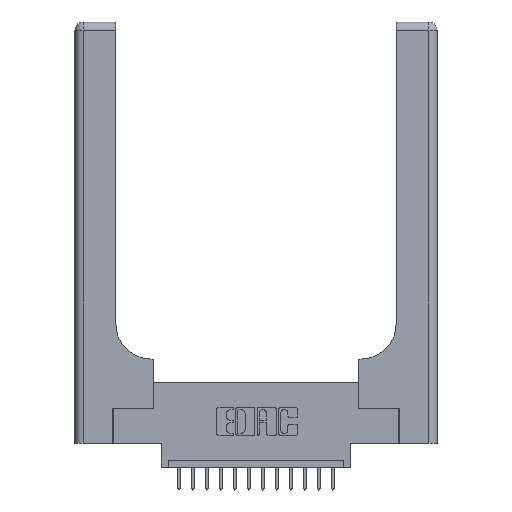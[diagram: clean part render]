
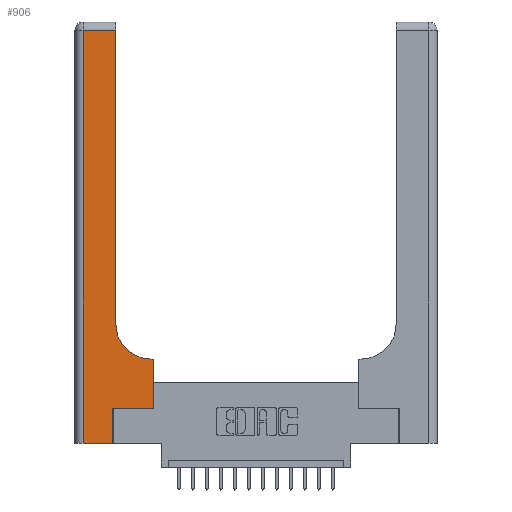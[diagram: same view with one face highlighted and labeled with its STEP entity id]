
A CAD part, top view. The second image highlights one B-rep face of the part: STEP entity #906.
In plain terms, the highlighted planar face has unit normal (0, 0, 1).
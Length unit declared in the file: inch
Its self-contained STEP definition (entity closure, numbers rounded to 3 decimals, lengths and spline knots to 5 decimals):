
#267 = LINE ( 'NONE', #17673, #3193 ) ;
#511 = EDGE_CURVE ( 'NONE', #7887, #6181, #2077, .T. ) ;
#699 = CARTESIAN_POINT ( 'NONE',  ( 0.06, 2.94, 0.37 ) ) ;
#861 = CARTESIAN_POINT ( 'NONE',  ( 0.5585, 0.25, 0.37 ) ) ;
#906 = ADVANCED_FACE ( 'NONE', ( #12518 ), #9178, .F. ) ;
#1360 = VERTEX_POINT ( 'NONE', #12913 ) ;
#1417 = DIRECTION ( 'NONE',  ( 0., 1., 0. ) ) ;
#1461 = CARTESIAN_POINT ( 'NONE',  ( 0.269, 0.25, 0.37 ) ) ;
#1486 = CARTESIAN_POINT ( 'NONE',  ( 0.269, 0., 0.37 ) ) ;
#2077 = LINE ( 'NONE', #2100, #12772 ) ;
#2100 = CARTESIAN_POINT ( 'NONE',  ( 0.2915, 3., 0.37 ) ) ;
#2229 = CARTESIAN_POINT ( 'NONE',  ( 0., 3., 0.37 ) ) ;
#2289 = CARTESIAN_POINT ( 'NONE',  ( 0.5415, 0.6, 0.37 ) ) ;
#2364 = CARTESIAN_POINT ( 'NONE',  ( 0.2915, 0.85, 0.37 ) ) ;
#2481 = VECTOR ( 'NONE', #9175, 39.37008 ) ;
#2768 = VERTEX_POINT ( 'NONE', #1486 ) ;
#2986 = EDGE_CURVE ( 'NONE', #8769, #15726, #17580, .T. ) ;
#3193 = VECTOR ( 'NONE', #14931, 39.37008 ) ;
#3288 = EDGE_CURVE ( 'NONE', #15072, #11896, #15410, .T. ) ;
#3555 = EDGE_CURVE ( 'NONE', #6181, #15089, #6916, .T. ) ;
#4585 = LINE ( 'NONE', #10832, #11680 ) ;
#4736 = LINE ( 'NONE', #8106, #7165 ) ;
#5303 = DIRECTION ( 'NONE',  ( 1., 0., 0. ) ) ;
#5339 = VECTOR ( 'NONE', #11106, 39.37008 ) ;
#5790 = ORIENTED_EDGE ( 'NONE', *, *, #9938, .T. ) ;
#5940 = DIRECTION ( 'NONE',  ( 0., 0., -1. ) ) ;
#6038 = CIRCLE ( 'NONE', #10186, 0.25 ) ;
#6181 = VERTEX_POINT ( 'NONE', #13692 ) ;
#6462 = ORIENTED_EDGE ( 'NONE', *, *, #10478, .T. ) ;
#6916 = LINE ( 'NONE', #16291, #2481 ) ;
#7165 = VECTOR ( 'NONE', #5303, 39.37008 ) ;
#7372 = VECTOR ( 'NONE', #11339, 39.37008 ) ;
#7376 = AXIS2_PLACEMENT_3D ( 'NONE', #2229, #12113, #12175 ) ;
#7733 = LINE ( 'NONE', #12812, #9725 ) ;
#7887 = VERTEX_POINT ( 'NONE', #2364 ) ;
#8106 = CARTESIAN_POINT ( 'NONE',  ( 0., 0., 0.37 ) ) ;
#8769 = VERTEX_POINT ( 'NONE', #1461 ) ;
#9175 = DIRECTION ( 'NONE',  ( -1., 0., 0. ) ) ;
#9178 = PLANE ( 'NONE',  #7376 ) ;
#9504 = ORIENTED_EDGE ( 'NONE', *, *, #13624, .T. ) ;
#9725 = VECTOR ( 'NONE', #1417, 39.37008 ) ;
#9938 = EDGE_CURVE ( 'NONE', #15089, #1360, #267, .T. ) ;
#10186 = AXIS2_PLACEMENT_3D ( 'NONE', #15645, #5940, #15886 ) ;
#10478 = EDGE_CURVE ( 'NONE', #1360, #2768, #4736, .T. ) ;
#10664 = ORIENTED_EDGE ( 'NONE', *, *, #3288, .T. ) ;
#10832 = CARTESIAN_POINT ( 'NONE',  ( 0.269, 0., 0.37 ) ) ;
#10982 = CARTESIAN_POINT ( 'NONE',  ( 0.269, 0.25, 0.37 ) ) ;
#11106 = DIRECTION ( 'NONE',  ( 1., 0., 0. ) ) ;
#11253 = EDGE_CURVE ( 'NONE', #11896, #7887, #6038, .T. ) ;
#11339 = DIRECTION ( 'NONE',  ( -1., 0., 0. ) ) ;
#11493 = ORIENTED_EDGE ( 'NONE', *, *, #11253, .T. ) ;
#11627 = ORIENTED_EDGE ( 'NONE', *, *, #15116, .T. ) ;
#11680 = VECTOR ( 'NONE', #15198, 39.37008 ) ;
#11896 = VERTEX_POINT ( 'NONE', #2289 ) ;
#11954 = ORIENTED_EDGE ( 'NONE', *, *, #3555, .T. ) ;
#12113 = DIRECTION ( 'NONE',  ( 0., 0., -1. ) ) ;
#12175 = DIRECTION ( 'NONE',  ( -1., 0., 0. ) ) ;
#12518 = FACE_OUTER_BOUND ( 'NONE', #17755, .T. ) ;
#12772 = VECTOR ( 'NONE', #14920, 39.37008 ) ;
#12812 = CARTESIAN_POINT ( 'NONE',  ( 0.5585, 0.25, 0.37 ) ) ;
#12913 = CARTESIAN_POINT ( 'NONE',  ( 0.06, 0., 0.37 ) ) ;
#13618 = ORIENTED_EDGE ( 'NONE', *, *, #511, .T. ) ;
#13624 = EDGE_CURVE ( 'NONE', #15726, #15072, #7733, .T. ) ;
#13692 = CARTESIAN_POINT ( 'NONE',  ( 0.2915, 2.94, 0.37 ) ) ;
#13910 = CARTESIAN_POINT ( 'NONE',  ( 0.5585, 0.6, 0.37 ) ) ;
#14888 = ORIENTED_EDGE ( 'NONE', *, *, #2986, .T. ) ;
#14920 = DIRECTION ( 'NONE',  ( 0., 1., 0. ) ) ;
#14931 = DIRECTION ( 'NONE',  ( 0., -1., 0. ) ) ;
#15072 = VERTEX_POINT ( 'NONE', #13910 ) ;
#15089 = VERTEX_POINT ( 'NONE', #699 ) ;
#15116 = EDGE_CURVE ( 'NONE', #2768, #8769, #4585, .T. ) ;
#15198 = DIRECTION ( 'NONE',  ( 0., 1., 0. ) ) ;
#15342 = CARTESIAN_POINT ( 'NONE',  ( 0.2915, 0.6, 0.37 ) ) ;
#15410 = LINE ( 'NONE', #15342, #7372 ) ;
#15645 = CARTESIAN_POINT ( 'NONE',  ( 0.5415, 0.85, 0.37 ) ) ;
#15726 = VERTEX_POINT ( 'NONE', #861 ) ;
#15886 = DIRECTION ( 'NONE',  ( 1., 0., 0. ) ) ;
#16291 = CARTESIAN_POINT ( 'NONE',  ( 0., 2.94, 0.37 ) ) ;
#17580 = LINE ( 'NONE', #10982, #5339 ) ;
#17673 = CARTESIAN_POINT ( 'NONE',  ( 0.06, 3., 0.37 ) ) ;
#17755 = EDGE_LOOP ( 'NONE', ( #13618, #11954, #5790, #6462, #11627, #14888, #9504, #10664, #11493 ) ) ;
